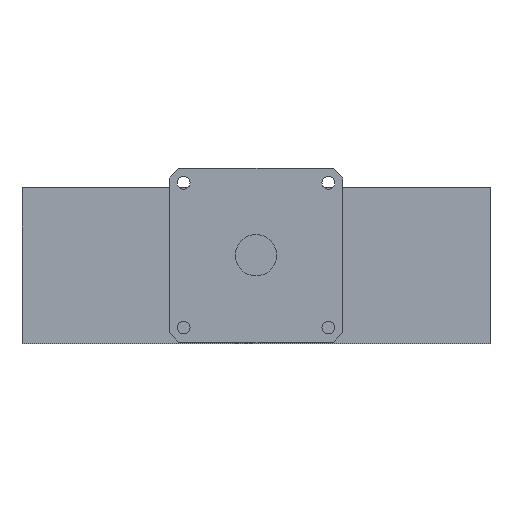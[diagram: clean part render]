
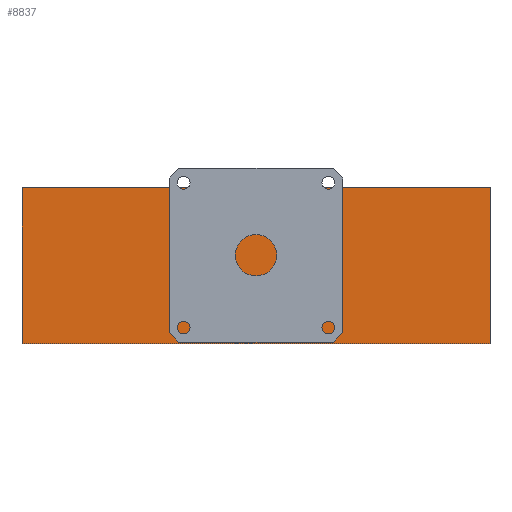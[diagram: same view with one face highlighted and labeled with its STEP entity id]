
A CAD part, front view. The second image highlights one B-rep face of the part: STEP entity #8837.
In plain terms, the highlighted planar face has unit normal (0, -1, 0).
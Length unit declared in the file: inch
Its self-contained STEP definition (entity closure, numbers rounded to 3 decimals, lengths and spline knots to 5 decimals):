
#8707=CARTESIAN_POINT('',(-3.0,-0.495,1.));
#8708=VERTEX_POINT('',#8707);
#8709=CARTESIAN_POINT('',(3.0,-0.495,1.));
#8710=VERTEX_POINT('',#8709);
#8711=CARTESIAN_POINT('',(-3.0,-0.495,1.));
#8712=DIRECTION('',(1.0,0.0,0.0));
#8713=VECTOR('',#8712,6.0);
#8714=LINE('',#8711,#8713);
#8715=EDGE_CURVE('',#8708,#8710,#8714,.T.);
#8747=CARTESIAN_POINT('',(3.0,-0.495,-1.));
#8748=VERTEX_POINT('',#8747);
#8749=CARTESIAN_POINT('',(3.0,-0.495,1.));
#8750=DIRECTION('',(0.0,0.0,-1.0));
#8751=VECTOR('',#8750,1.99999);
#8752=LINE('',#8749,#8751);
#8753=EDGE_CURVE('',#8710,#8748,#8752,.T.);
#8778=CARTESIAN_POINT('',(-3.0,-0.495,-1.));
#8779=VERTEX_POINT('',#8778);
#8780=CARTESIAN_POINT('',(3.0,-0.495,-1.));
#8781=DIRECTION('',(-1.0,0.0,0.0));
#8782=VECTOR('',#8781,6.0);
#8783=LINE('',#8780,#8782);
#8784=EDGE_CURVE('',#8748,#8779,#8783,.T.);
#8809=CARTESIAN_POINT('',(-3.0,-0.495,-1.));
#8810=DIRECTION('',(0.0,0.0,1.0));
#8811=VECTOR('',#8810,1.99999);
#8812=LINE('',#8809,#8811);
#8813=EDGE_CURVE('',#8779,#8708,#8812,.T.);
#8826=CARTESIAN_POINT('',(0.,-0.495,0.));
#8827=DIRECTION('',(0.0,1.0,0.0));
#8828=DIRECTION('',(0.0,0.0,1.0));
#8829=AXIS2_PLACEMENT_3D('',#8826,#8827,#8828);
#8830=PLANE('',#8829);
#8831=ORIENTED_EDGE('',*,*,#8715,.F.);
#8832=ORIENTED_EDGE('',*,*,#8813,.F.);
#8833=ORIENTED_EDGE('',*,*,#8784,.F.);
#8834=ORIENTED_EDGE('',*,*,#8753,.F.);
#8835=EDGE_LOOP('',(#8831,#8832,#8833,#8834));
#8836=FACE_OUTER_BOUND('',#8835,.T.);
#8837=ADVANCED_FACE('',(#8836),#8830,.F.);
